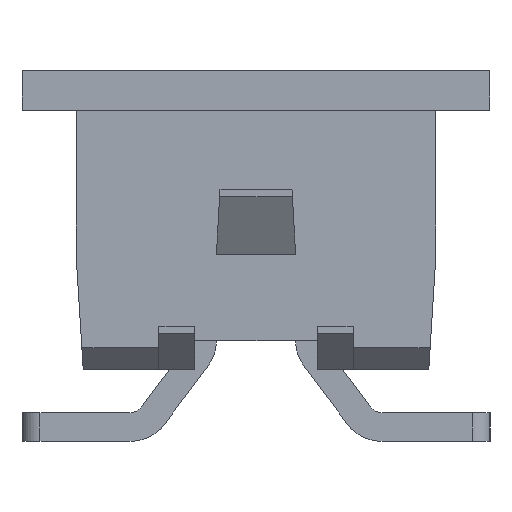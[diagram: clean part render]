
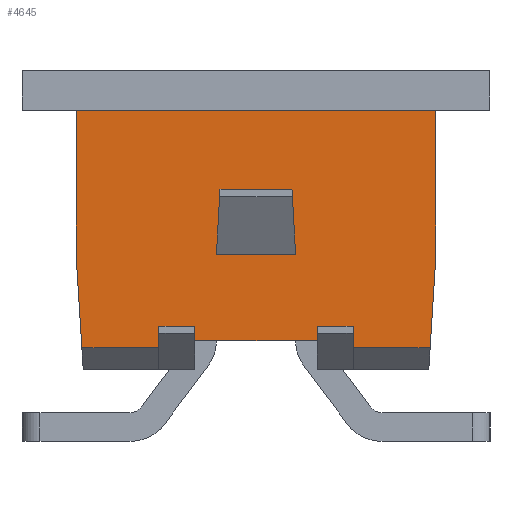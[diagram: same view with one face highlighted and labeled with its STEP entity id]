
A CAD part, left-side view. The second image highlights one B-rep face of the part: STEP entity #4645.
In plain terms, the highlighted planar face has unit normal (-1, 0, 0).
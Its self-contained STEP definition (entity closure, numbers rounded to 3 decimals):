
#311=ORIENTED_EDGE('',*,*,#1623,.T.);
#312=ORIENTED_EDGE('',*,*,#1603,.T.);
#313=ORIENTED_EDGE('',*,*,#1624,.F.);
#314=ORIENTED_EDGE('',*,*,#1611,.F.);
#315=ORIENTED_EDGE('',*,*,#1625,.T.);
#316=ORIENTED_EDGE('',*,*,#1626,.T.);
#317=ORIENTED_EDGE('',*,*,#1627,.F.);
#318=ORIENTED_EDGE('',*,*,#1628,.T.);
#319=ORIENTED_EDGE('',*,*,#1629,.F.);
#320=ORIENTED_EDGE('',*,*,#1630,.F.);
#321=ORIENTED_EDGE('',*,*,#1631,.T.);
#322=ORIENTED_EDGE('',*,*,#1632,.T.);
#323=ORIENTED_EDGE('',*,*,#1633,.F.);
#324=ORIENTED_EDGE('',*,*,#1634,.F.);
#325=ORIENTED_EDGE('',*,*,#1635,.F.);
#326=ORIENTED_EDGE('',*,*,#1636,.T.);
#327=ORIENTED_EDGE('',*,*,#1637,.T.);
#328=ORIENTED_EDGE('',*,*,#1638,.T.);
#1603=EDGE_CURVE('',#2251,#2252,#2715,.T.);
#1611=EDGE_CURVE('',#2257,#2258,#2723,.T.);
#1623=EDGE_CURVE('',#2257,#2251,#2735,.T.);
#1624=EDGE_CURVE('',#2258,#2252,#2736,.T.);
#1625=EDGE_CURVE('',#2267,#2268,#2737,.T.);
#1626=EDGE_CURVE('',#2268,#2269,#2738,.T.);
#1627=EDGE_CURVE('',#2270,#2269,#2739,.T.);
#1628=EDGE_CURVE('',#2270,#2271,#2740,.T.);
#1629=EDGE_CURVE('',#2272,#2271,#2741,.T.);
#1630=EDGE_CURVE('',#2273,#2272,#2742,.T.);
#1631=EDGE_CURVE('',#2273,#2274,#2743,.T.);
#1632=EDGE_CURVE('',#2274,#2275,#2744,.T.);
#1633=EDGE_CURVE('',#2276,#2275,#2745,.T.);
#1634=EDGE_CURVE('',#2277,#2276,#2746,.T.);
#1635=EDGE_CURVE('',#2278,#2277,#2747,.T.);
#1636=EDGE_CURVE('',#2278,#2279,#2748,.T.);
#1637=EDGE_CURVE('',#2279,#2280,#2749,.T.);
#1638=EDGE_CURVE('',#2280,#2267,#2750,.T.);
#2251=VERTEX_POINT('',#6643);
#2252=VERTEX_POINT('',#6644);
#2257=VERTEX_POINT('',#6658);
#2258=VERTEX_POINT('',#6660);
#2267=VERTEX_POINT('',#6687);
#2268=VERTEX_POINT('',#6688);
#2269=VERTEX_POINT('',#6690);
#2270=VERTEX_POINT('',#6692);
#2271=VERTEX_POINT('',#6694);
#2272=VERTEX_POINT('',#6696);
#2273=VERTEX_POINT('',#6698);
#2274=VERTEX_POINT('',#6700);
#2275=VERTEX_POINT('',#6702);
#2276=VERTEX_POINT('',#6704);
#2277=VERTEX_POINT('',#6706);
#2278=VERTEX_POINT('',#6708);
#2279=VERTEX_POINT('',#6710);
#2280=VERTEX_POINT('',#6712);
#2715=LINE('',#6642,#3357);
#2723=LINE('',#6659,#3365);
#2735=LINE('',#6684,#3377);
#2736=LINE('',#6685,#3378);
#2737=LINE('',#6686,#3379);
#2738=LINE('',#6689,#3380);
#2739=LINE('',#6691,#3381);
#2740=LINE('',#6693,#3382);
#2741=LINE('',#6695,#3383);
#2742=LINE('',#6697,#3384);
#2743=LINE('',#6699,#3385);
#2744=LINE('',#6701,#3386);
#2745=LINE('',#6703,#3387);
#2746=LINE('',#6705,#3388);
#2747=LINE('',#6707,#3389);
#2748=LINE('',#6709,#3390);
#2749=LINE('',#6711,#3391);
#2750=LINE('',#6713,#3392);
#3357=VECTOR('',#5370,1000.);
#3365=VECTOR('',#5382,1000.);
#3377=VECTOR('',#5402,1000.);
#3378=VECTOR('',#5403,1000.);
#3379=VECTOR('',#5404,1000.);
#3380=VECTOR('',#5405,1000.);
#3381=VECTOR('',#5406,1000.);
#3382=VECTOR('',#5407,1000.);
#3383=VECTOR('',#5408,1000.);
#3384=VECTOR('',#5409,1000.);
#3385=VECTOR('',#5410,1000.);
#3386=VECTOR('',#5411,1000.);
#3387=VECTOR('',#5412,1000.);
#3388=VECTOR('',#5413,1000.);
#3389=VECTOR('',#5414,1000.);
#3390=VECTOR('',#5415,1000.);
#3391=VECTOR('',#5416,1000.);
#3392=VECTOR('',#5417,1000.);
#3905=EDGE_LOOP('',(#311,#312,#313,#314));
#3906=EDGE_LOOP('',(#315,#316,#317,#318,#319,#320,#321,#322,#323,#324,#325,
#326,#327,#328));
#4165=FACE_BOUND('',#3905,.T.);
#4166=FACE_BOUND('',#3906,.T.);
#4425=PLANE('',#4917);
#4645=ADVANCED_FACE('',(#4165,#4166),#4425,.F.);
#4917=AXIS2_PLACEMENT_3D('',#6683,#5400,#5401);
#5370=DIRECTION('',(0.,1.,0.));
#5382=DIRECTION('',(0.,1.,0.));
#5400=DIRECTION('',(1.,0.,0.));
#5401=DIRECTION('',(0.,0.,-1.));
#5402=DIRECTION('',(0.,-0.055,-0.998));
#5403=DIRECTION('',(0.,0.055,-0.998));
#5404=DIRECTION('',(0.,0.,1.));
#5405=DIRECTION('',(0.,-1.,0.));
#5406=DIRECTION('',(0.,0.,1.));
#5407=DIRECTION('',(0.,-1.,0.));
#5408=DIRECTION('',(0.,0.,-1.));
#5409=DIRECTION('',(0.,1.,0.));
#5410=DIRECTION('',(0.,0.,-1.));
#5411=DIRECTION('',(0.,-1.,0.));
#5412=DIRECTION('',(0.,0.062,-0.998));
#5413=DIRECTION('',(0.,0.,-1.));
#5414=DIRECTION('',(0.,-1.,0.));
#5415=DIRECTION('',(0.,0.,-1.));
#5416=DIRECTION('',(0.,-0.062,-0.998));
#5417=DIRECTION('',(0.,-1.,0.));
#6642=CARTESIAN_POINT('',(-8.635,-0.55,1.6));
#6643=CARTESIAN_POINT('',(-8.635,-0.55,1.6));
#6644=CARTESIAN_POINT('',(-8.635,0.55,1.6));
#6658=CARTESIAN_POINT('',(-8.635,-0.5,2.5));
#6659=CARTESIAN_POINT('',(-8.635,-0.55,2.5));
#6660=CARTESIAN_POINT('',(-8.635,0.5,2.5));
#6683=CARTESIAN_POINT('',(-8.635,2.5,3.6));
#6684=CARTESIAN_POINT('',(-8.635,-0.5,2.5));
#6685=CARTESIAN_POINT('',(-8.635,0.5,2.5));
#6686=CARTESIAN_POINT('',(-8.635,1.35,0.3));
#6687=CARTESIAN_POINT('',(-8.635,1.35,0.3));
#6688=CARTESIAN_POINT('',(-8.635,1.35,0.6));
#6689=CARTESIAN_POINT('',(-8.635,1.35,0.6));
#6690=CARTESIAN_POINT('',(-8.635,0.85,0.6));
#6691=CARTESIAN_POINT('',(-8.635,0.85,0.3));
#6692=CARTESIAN_POINT('',(-8.635,0.85,0.4));
#6693=CARTESIAN_POINT('',(-8.635,2.5,0.4));
#6694=CARTESIAN_POINT('',(-8.635,-0.85,0.4));
#6695=CARTESIAN_POINT('',(-8.635,-0.85,0.6));
#6696=CARTESIAN_POINT('',(-8.635,-0.85,0.6));
#6697=CARTESIAN_POINT('',(-8.635,-1.35,0.6));
#6698=CARTESIAN_POINT('',(-8.635,-1.35,0.6));
#6699=CARTESIAN_POINT('',(-8.635,-1.35,0.6));
#6700=CARTESIAN_POINT('',(-8.635,-1.35,0.3));
#6701=CARTESIAN_POINT('',(-8.635,2.5,0.3));
#6702=CARTESIAN_POINT('',(-8.635,-2.419,0.3));
#6703=CARTESIAN_POINT('',(-8.635,-2.605,3.281));
#6704=CARTESIAN_POINT('',(-8.635,-2.5,1.6));
#6705=CARTESIAN_POINT('',(-8.635,-2.5,3.6));
#6706=CARTESIAN_POINT('',(-8.635,-2.5,3.6));
#6707=CARTESIAN_POINT('',(-8.635,2.5,3.6));
#6708=CARTESIAN_POINT('',(-8.635,2.5,3.6));
#6709=CARTESIAN_POINT('',(-8.635,2.5,3.6));
#6710=CARTESIAN_POINT('',(-8.635,2.5,1.6));
#6711=CARTESIAN_POINT('',(-8.635,2.625,3.592));
#6712=CARTESIAN_POINT('',(-8.635,2.419,0.3));
#6713=CARTESIAN_POINT('',(-8.635,2.5,0.3));
